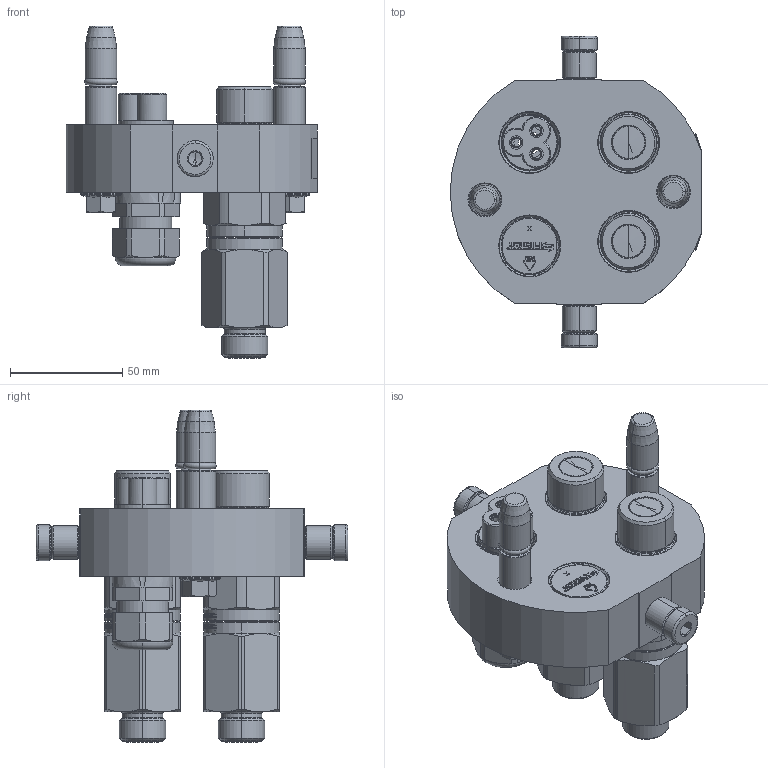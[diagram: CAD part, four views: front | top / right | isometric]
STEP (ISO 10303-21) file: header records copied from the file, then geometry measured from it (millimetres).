
FILE_DESCRIPTION (( 'STEP AP214' ), '1' );
FILE_NAME ('FASTER.step', '2021-10-26T17:19:12', ( '' ), ( '' ), 'SwSTEP 2.0', 'SolidWorks 2017', '' );
FILE_SCHEMA (( 'AUTOMOTIVE_DESIGN' ));
Length unit declared in the file: millimetre
Products named in the file (15): P508_M_BASE; 3ffnp1211_12sm; 4830_028_1000_011; et002_piegata; 4830_044_0000_000; TAPPO_12; conn_3p_m; FASTER; 1540_080_0008_000; or2_62x9_19_m; 4830_021_0000_000; corpospel08-3m; 4830_010_0000_022; 4830_013_3000_030
Assembly tree (22 placements, depth 3):
  FASTER
    P508_M_BASE
      4830_010_0000_022
      4830_013_3000_030  x2
      4830_028_1000_011  x2
      4830_021_0000_000  x2
      1540_080_0008_000  x2
      or2_62x9_19_m  x2
    conn_3p_m
      4830_044_0000_000  x3
      corpospel08-3m
    TAPPO_12
    3ffnp1211_12sm  x2
      3ffnp1211_12sm
    et002_piegata
Bounding box: 111.8 x 138.6 x 147.61 mm (x, y, z)
Volume: 14420.6 mm3; surface area: 114081.4 mm2
Topology: 6 solids, 52 shells, 2146 faces, 5964 edges, 3871 vertices
Faces by surface type: plane 1145, cylinder 455, cone 300, torus 163, bspline 77, sphere 6
Entity records: 67101 total; most frequent: CARTESIAN_POINT 16299, ORIENTED_EDGE 8552, DIRECTION 8188, EDGE_CURVE 4492, VERTEX_POINT 2926, LINE 2878, VECTOR 2878, AXIS2_PLACEMENT_3D 2655
